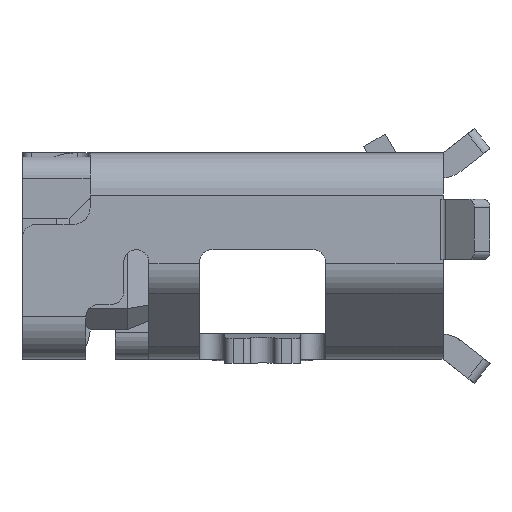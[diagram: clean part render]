
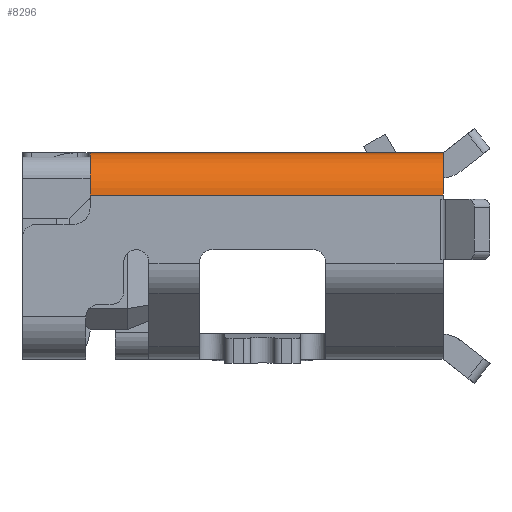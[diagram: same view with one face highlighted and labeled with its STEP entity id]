
A CAD part, left-side view. The second image highlights one B-rep face of the part: STEP entity #8296.
In plain terms, the highlighted cylindrical face has radius 0.5 mm (diameter 1 mm), a partial arc.
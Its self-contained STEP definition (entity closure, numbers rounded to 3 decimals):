
#339 = ORIENTED_EDGE ( 'NONE', *, *, #31912, .F. ) ;
#1229 = DIRECTION ( 'NONE',  ( 0., 0., -1. ) ) ;
#1553 = CARTESIAN_POINT ( 'NONE',  ( -3.75, -2.2, -4.921 ) ) ;
#1976 = CARTESIAN_POINT ( 'NONE',  ( -3.25, -0.5, -4.421 ) ) ;
#2128 = VERTEX_POINT ( 'NONE', #1976 ) ;
#2230 = EDGE_CURVE ( 'NONE', #2128, #36495, #17052, .T. ) ;
#3669 = ORIENTED_EDGE ( 'NONE', *, *, #31898, .T. ) ;
#4454 = DIRECTION ( 'NONE',  ( 0., -1., 0. ) ) ;
#4665 = ORIENTED_EDGE ( 'NONE', *, *, #2230, .T. ) ;
#6318 = CIRCLE ( 'NONE', #16237, 0.5 ) ;
#6531 = EDGE_CURVE ( 'NONE', #16032, #2128, #33096, .T. ) ;
#8296 = ADVANCED_FACE ( 'NONE', ( #27466 ), #31518, .F. ) ;
#8657 = DIRECTION ( 'NONE',  ( 0., -1., 0. ) ) ;
#10450 = CARTESIAN_POINT ( 'NONE',  ( -3.25, -0.5, -4.921 ) ) ;
#16032 = VERTEX_POINT ( 'NONE', #27500 ) ;
#16149 = VECTOR ( 'NONE', #8657, 1000. ) ;
#16237 = AXIS2_PLACEMENT_3D ( 'NONE', #21764, #4454, #24677 ) ;
#17052 = LINE ( 'NONE', #20168, #16149 ) ;
#17698 = ORIENTED_EDGE ( 'NONE', *, *, #6531, .T. ) ;
#18541 = DIRECTION ( 'NONE',  ( 0., 1., 0. ) ) ;
#20168 = CARTESIAN_POINT ( 'NONE',  ( -3.25, -2.6, -4.421 ) ) ;
#20524 = CARTESIAN_POINT ( 'NONE',  ( -3.25, -4.7, -4.421 ) ) ;
#21730 = LINE ( 'NONE', #1553, #27642 ) ;
#21764 = CARTESIAN_POINT ( 'NONE',  ( -3.25, -4.7, -4.921 ) ) ;
#24677 = DIRECTION ( 'NONE',  ( 0., 0., -1. ) ) ;
#27466 = FACE_OUTER_BOUND ( 'NONE', #31079, .T. ) ;
#27500 = CARTESIAN_POINT ( 'NONE',  ( -3.75, -0.5, -4.921 ) ) ;
#27642 = VECTOR ( 'NONE', #33443, 1000. ) ;
#27962 = DIRECTION ( 'NONE',  ( 0., 0., -1. ) ) ;
#30073 = AXIS2_PLACEMENT_3D ( 'NONE', #10450, #33654, #27962 ) ;
#31079 = EDGE_LOOP ( 'NONE', ( #3669, #339, #17698, #4665 ) ) ;
#31518 = CYLINDRICAL_SURFACE ( 'NONE', #30073, 0.5 ) ;
#31689 = AXIS2_PLACEMENT_3D ( 'NONE', #35923, #18541, #1229 ) ;
#31898 = EDGE_CURVE ( 'NONE', #36495, #37542, #6318, .T. ) ;
#31912 = EDGE_CURVE ( 'NONE', #16032, #37542, #21730, .T. ) ;
#33096 = CIRCLE ( 'NONE', #31689, 0.5 ) ;
#33443 = DIRECTION ( 'NONE',  ( 0., -1., 0. ) ) ;
#33654 = DIRECTION ( 'NONE',  ( 0., -1., 0. ) ) ;
#34514 = CARTESIAN_POINT ( 'NONE',  ( -3.75, -4.7, -4.921 ) ) ;
#35923 = CARTESIAN_POINT ( 'NONE',  ( -3.25, -0.5, -4.921 ) ) ;
#36495 = VERTEX_POINT ( 'NONE', #20524 ) ;
#37542 = VERTEX_POINT ( 'NONE', #34514 ) ;
